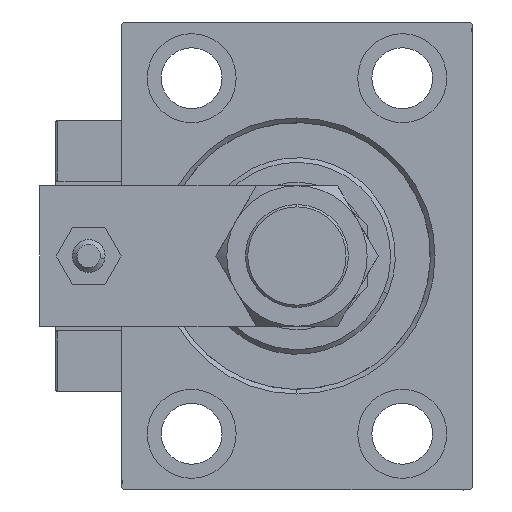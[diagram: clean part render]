
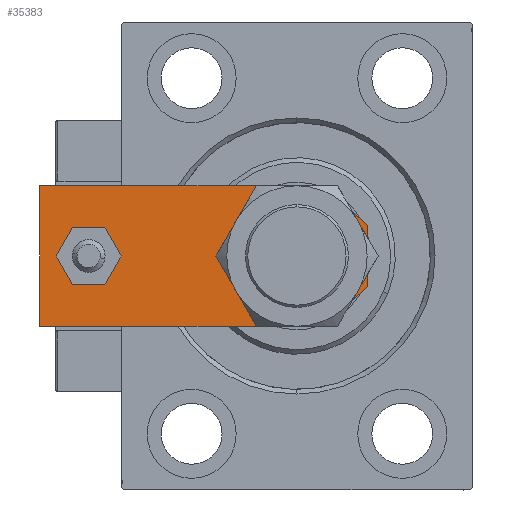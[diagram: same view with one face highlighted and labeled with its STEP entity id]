
A CAD part, left-side view. The second image highlights one B-rep face of the part: STEP entity #35383.
In plain terms, the highlighted face is planar.
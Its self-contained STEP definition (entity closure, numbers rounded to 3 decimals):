
#279 = CARTESIAN_POINT ( 'NONE',  ( 0., 59.5, 8. ) ) ;
#1296 = ORIENTED_EDGE ( 'NONE', *, *, #13142, .F. ) ;
#1524 = DIRECTION ( 'NONE',  ( 0., 1., 0. ) ) ;
#1654 = EDGE_LOOP ( 'NONE', ( #46863, #1296 ) ) ;
#1707 = EDGE_CURVE ( 'NONE', #38838, #10099, #23578, .T. ) ;
#1823 = VECTOR ( 'NONE', #37939, 1000. ) ;
#3576 = VERTEX_POINT ( 'NONE', #50123 ) ;
#3958 = AXIS2_PLACEMENT_3D ( 'NONE', #19479, #43407, #11274 ) ;
#4514 = AXIS2_PLACEMENT_3D ( 'NONE', #10381, #42522, #26561 ) ;
#5131 = EDGE_CURVE ( 'NONE', #42518, #51597, #20814, .T. ) ;
#5304 = VERTEX_POINT ( 'NONE', #10191 ) ;
#6767 = CARTESIAN_POINT ( 'NONE',  ( -15., 8.5, 8. ) ) ;
#7690 = VECTOR ( 'NONE', #39872, 1000. ) ;
#8172 = EDGE_CURVE ( 'NONE', #11122, #38281, #35609, .T. ) ;
#9963 = ORIENTED_EDGE ( 'NONE', *, *, #17473, .F. ) ;
#10099 = VERTEX_POINT ( 'NONE', #48569 ) ;
#10191 = CARTESIAN_POINT ( 'NONE',  ( -6.5, 0., 8. ) ) ;
#10233 = EDGE_CURVE ( 'NONE', #38281, #5304, #30237, .T. ) ;
#10294 = ORIENTED_EDGE ( 'NONE', *, *, #42669, .F. ) ;
#10381 = CARTESIAN_POINT ( 'NONE',  ( 0., 15., 8. ) ) ;
#10894 = AXIS2_PLACEMENT_3D ( 'NONE', #279, #48857, #28153 ) ;
#11122 = VERTEX_POINT ( 'NONE', #22759 ) ;
#11274 = DIRECTION ( 'NONE',  ( 1., 0., 0. ) ) ;
#11533 = PLANE ( 'NONE',  #3958 ) ;
#12307 = CARTESIAN_POINT ( 'NONE',  ( -15., 0., 8. ) ) ;
#13142 = EDGE_CURVE ( 'NONE', #10099, #38838, #31608, .T. ) ;
#13150 = CARTESIAN_POINT ( 'NONE',  ( 0., 15., 8. ) ) ;
#14241 = DIRECTION ( 'NONE',  ( -1., 0., 0. ) ) ;
#14281 = VECTOR ( 'NONE', #14241, 1000. ) ;
#14635 = ORIENTED_EDGE ( 'NONE', *, *, #10233, .T. ) ;
#17186 = LINE ( 'NONE', #42429, #51616 ) ;
#17374 = DIRECTION ( 'NONE',  ( 1., 0., 0. ) ) ;
#17473 = EDGE_CURVE ( 'NONE', #20131, #52022, #25857, .T. ) ;
#18025 = EDGE_CURVE ( 'NONE', #5304, #42518, #28759, .T. ) ;
#18952 = FACE_OUTER_BOUND ( 'NONE', #41133, .T. ) ;
#19479 = CARTESIAN_POINT ( 'NONE',  ( 0., 0., 8. ) ) ;
#20131 = VERTEX_POINT ( 'NONE', #43022 ) ;
#20203 = CIRCLE ( 'NONE', #10894, 4. ) ;
#20814 = LINE ( 'NONE', #48965, #36554 ) ;
#21428 = DIRECTION ( 'NONE',  ( 1., 0., 0. ) ) ;
#22759 = CARTESIAN_POINT ( 'NONE',  ( -15., 70., 8. ) ) ;
#23045 = CARTESIAN_POINT ( 'NONE',  ( -10., 15., 8. ) ) ;
#23578 = CIRCLE ( 'NONE', #26952, 10. ) ;
#24628 = CARTESIAN_POINT ( 'NONE',  ( 0., 59.5, 8. ) ) ;
#25857 = CIRCLE ( 'NONE', #37759, 4. ) ;
#26561 = DIRECTION ( 'NONE',  ( 1., 0., 0. ) ) ;
#26952 = AXIS2_PLACEMENT_3D ( 'NONE', #13150, #32799, #17374 ) ;
#27177 = FACE_BOUND ( 'NONE', #1654, .T. ) ;
#28153 = DIRECTION ( 'NONE',  ( 1., 0., 0. ) ) ;
#28718 = EDGE_CURVE ( 'NONE', #3576, #11122, #38152, .T. ) ;
#28759 = LINE ( 'NONE', #12307, #29257 ) ;
#28789 = DIRECTION ( 'NONE',  ( 0.707, 0.707, 0. ) ) ;
#29257 = VECTOR ( 'NONE', #44975, 1000. ) ;
#29408 = DIRECTION ( 'NONE',  ( 0., 0., 1. ) ) ;
#30237 = LINE ( 'NONE', #38205, #1823 ) ;
#31608 = CIRCLE ( 'NONE', #4514, 10. ) ;
#31977 = ORIENTED_EDGE ( 'NONE', *, *, #5131, .T. ) ;
#32799 = DIRECTION ( 'NONE',  ( 0., 0., 1. ) ) ;
#35083 = CARTESIAN_POINT ( 'NONE',  ( -4., 59.5, 8. ) ) ;
#35383 = ADVANCED_FACE ( 'NONE', ( #39949, #18952, #27177 ), #11533, .T. ) ;
#35609 = LINE ( 'NONE', #43847, #7690 ) ;
#36554 = VECTOR ( 'NONE', #28789, 1000. ) ;
#37759 = AXIS2_PLACEMENT_3D ( 'NONE', #24628, #29408, #21428 ) ;
#37939 = DIRECTION ( 'NONE',  ( 0.707, -0.707, 0. ) ) ;
#38152 = LINE ( 'NONE', #46907, #14281 ) ;
#38205 = CARTESIAN_POINT ( 'NONE',  ( -3.25, -3.25, 8. ) ) ;
#38281 = VERTEX_POINT ( 'NONE', #6767 ) ;
#38701 = ORIENTED_EDGE ( 'NONE', *, *, #44147, .T. ) ;
#38838 = VERTEX_POINT ( 'NONE', #23045 ) ;
#38892 = CARTESIAN_POINT ( 'NONE',  ( 15., 8.5, 8. ) ) ;
#38917 = EDGE_LOOP ( 'NONE', ( #10294, #9963 ) ) ;
#39872 = DIRECTION ( 'NONE',  ( 0., -1., 0. ) ) ;
#39949 = FACE_BOUND ( 'NONE', #38917, .T. ) ;
#39990 = CARTESIAN_POINT ( 'NONE',  ( 6.5, 0., 8. ) ) ;
#41133 = EDGE_LOOP ( 'NONE', ( #41482, #14635, #49452, #31977, #38701, #52128 ) ) ;
#41482 = ORIENTED_EDGE ( 'NONE', *, *, #8172, .T. ) ;
#42429 = CARTESIAN_POINT ( 'NONE',  ( 15., 0., 8. ) ) ;
#42518 = VERTEX_POINT ( 'NONE', #39990 ) ;
#42522 = DIRECTION ( 'NONE',  ( 0., 0., 1. ) ) ;
#42669 = EDGE_CURVE ( 'NONE', #52022, #20131, #20203, .T. ) ;
#43022 = CARTESIAN_POINT ( 'NONE',  ( 4., 59.5, 8. ) ) ;
#43407 = DIRECTION ( 'NONE',  ( 0., 0., 1. ) ) ;
#43847 = CARTESIAN_POINT ( 'NONE',  ( -15., 70., 8. ) ) ;
#44147 = EDGE_CURVE ( 'NONE', #51597, #3576, #17186, .T. ) ;
#44975 = DIRECTION ( 'NONE',  ( 1., 0., 0. ) ) ;
#46863 = ORIENTED_EDGE ( 'NONE', *, *, #1707, .F. ) ;
#46907 = CARTESIAN_POINT ( 'NONE',  ( 15., 70., 8. ) ) ;
#48569 = CARTESIAN_POINT ( 'NONE',  ( 10., 15., 8. ) ) ;
#48857 = DIRECTION ( 'NONE',  ( 0., 0., 1. ) ) ;
#48965 = CARTESIAN_POINT ( 'NONE',  ( 3.25, -3.25, 8. ) ) ;
#49452 = ORIENTED_EDGE ( 'NONE', *, *, #18025, .T. ) ;
#50123 = CARTESIAN_POINT ( 'NONE',  ( 15., 70., 8. ) ) ;
#51597 = VERTEX_POINT ( 'NONE', #38892 ) ;
#51616 = VECTOR ( 'NONE', #1524, 1000. ) ;
#52022 = VERTEX_POINT ( 'NONE', #35083 ) ;
#52128 = ORIENTED_EDGE ( 'NONE', *, *, #28718, .T. ) ;
